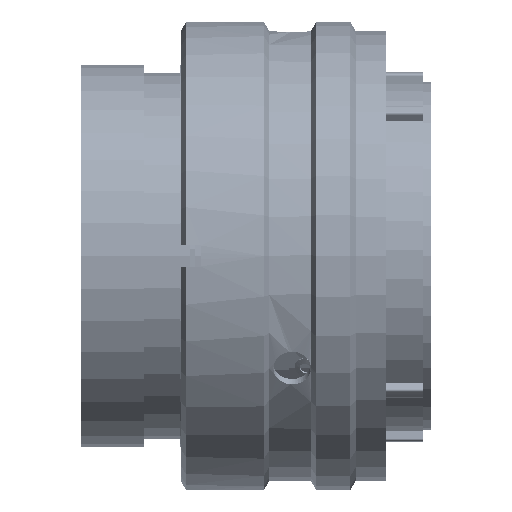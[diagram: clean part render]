
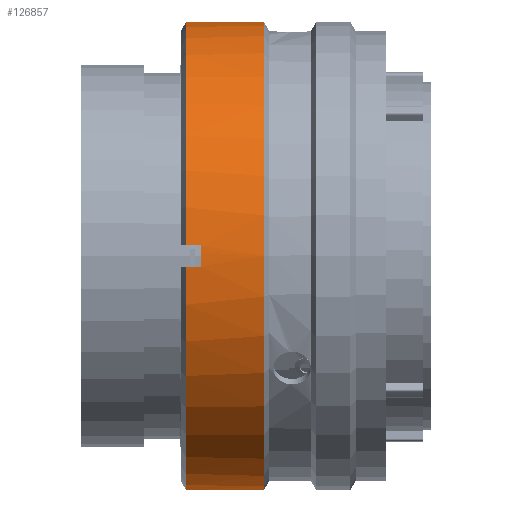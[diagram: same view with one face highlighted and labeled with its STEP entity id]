
A CAD part, front view. The second image highlights one B-rep face of the part: STEP entity #126857.
In plain terms, the highlighted cylindrical face has radius 22.25 mm (diameter 44.5 mm), a partial arc.
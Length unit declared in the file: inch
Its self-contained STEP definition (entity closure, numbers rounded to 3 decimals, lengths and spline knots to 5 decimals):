
#24661 = CARTESIAN_POINT ( 'NONE',  ( 0.39449, -0.03937, 0.8751 ) ) ;
#25191 = CARTESIAN_POINT ( 'NONE',  ( 0.39449, -0.8751, 0.03937 ) ) ;
#44944 = VERTEX_POINT ( 'NONE', #51036 ) ;
#44946 = VERTEX_POINT ( 'NONE', #51037 ) ;
#45020 = VERTEX_POINT ( 'NONE', #51106 ) ;
#51036 = CARTESIAN_POINT ( 'NONE',  ( 0.44961, -0.03937, 0.8751 ) ) ;
#51037 = CARTESIAN_POINT ( 'NONE',  ( 0.44961, 0., -0.87598 ) ) ;
#51106 = CARTESIAN_POINT ( 'NONE',  ( 0.39449, -0.03937, -0.8751 ) ) ;
#85231 = AXIS2_PLACEMENT_3D ( 'NONE', #91180, #91242, #91245 ) ;
#90822 = ORIENTED_EDGE ( 'NONE', *, *, #162561, .F. ) ;
#90825 = ORIENTED_EDGE ( 'NONE', *, *, #162859, .T. ) ;
#90829 = ORIENTED_EDGE ( 'NONE', *, *, #162861, .T. ) ;
#90831 = ORIENTED_EDGE ( 'NONE', *, *, #162843, .T. ) ;
#90833 = ORIENTED_EDGE ( 'NONE', *, *, #162865, .T. ) ;
#90836 = ORIENTED_EDGE ( 'NONE', *, *, #162869, .T. ) ;
#90840 = ORIENTED_EDGE ( 'NONE', *, *, #162871, .T. ) ;
#90843 = ORIENTED_EDGE ( 'NONE', *, *, #162874, .T. ) ;
#90845 = ORIENTED_EDGE ( 'NONE', *, *, #162878, .T. ) ;
#90848 = ORIENTED_EDGE ( 'NONE', *, *, #162882, .T. ) ;
#90851 = ORIENTED_EDGE ( 'NONE', *, *, #162564, .T. ) ;
#90854 = ORIENTED_EDGE ( 'NONE', *, *, #162886, .F. ) ;
#91172 = CYLINDRICAL_SURFACE ( 'NONE', #85231, 0.87598 ) ;
#91174 = FACE_OUTER_BOUND ( 'NONE', #178643, .T. ) ;
#91180 = CARTESIAN_POINT ( 'NONE',  ( 1.14449, 0., 0. ) ) ;
#91242 = DIRECTION ( 'NONE',  ( 1., 0., 0. ) ) ;
#91245 = DIRECTION ( 'NONE',  ( 0., 0., -1. ) ) ;
#96958 = VERTEX_POINT ( 'NONE', #24661 ) ;
#97271 = VERTEX_POINT ( 'NONE', #25191 ) ;
#104882 = VECTOR ( 'NONE', #144234, 39.37008 ) ;
#104888 = VECTOR ( 'NONE', #144244, 39.37008 ) ;
#104958 = CIRCLE ( 'NONE', #104962, 0.87598 ) ;
#104960 = CIRCLE ( 'NONE', #104966, 0.87598 ) ;
#104962 = AXIS2_PLACEMENT_3D ( 'NONE', #147834, #147837, #147840 ) ;
#104964 = VECTOR ( 'NONE', #147934, 39.37008 ) ;
#104966 = AXIS2_PLACEMENT_3D ( 'NONE', #147925, #147928, #147930 ) ;
#104968 = VECTOR ( 'NONE', #147943, 39.37008 ) ;
#104970 = CIRCLE ( 'NONE', #104974, 0.87598 ) ;
#104972 = VECTOR ( 'NONE', #147962, 39.37008 ) ;
#104974 = AXIS2_PLACEMENT_3D ( 'NONE', #147952, #147954, #147957 ) ;
#104976 = CIRCLE ( 'NONE', #104980, 0.87598 ) ;
#104978 = VECTOR ( 'NONE', #147983, 39.37008 ) ;
#104980 = AXIS2_PLACEMENT_3D ( 'NONE', #147972, #147975, #147978 ) ;
#104982 = CIRCLE ( 'NONE', #104986, 0.87598 ) ;
#104984 = CIRCLE ( 'NONE', #104990, 0.87598 ) ;
#104986 = AXIS2_PLACEMENT_3D ( 'NONE', #147992, #147995, #147998 ) ;
#104990 = AXIS2_PLACEMENT_3D ( 'NONE', #148004, #148006, #148008 ) ;
#126857 = ADVANCED_FACE ( 'NONE', ( #91174 ), #91172, .T. ) ;
#144213 = CARTESIAN_POINT ( 'NONE',  ( 1.14449, 0., 0.87598 ) ) ;
#144224 = LINE ( 'NONE', #144213, #104882 ) ;
#144234 = DIRECTION ( 'NONE',  ( 1., 0., 0. ) ) ;
#144236 = LINE ( 'NONE', #144241, #104888 ) ;
#144241 = CARTESIAN_POINT ( 'NONE',  ( 1.14449, 0., -0.87598 ) ) ;
#144244 = DIRECTION ( 'NONE',  ( 1., 0., 0. ) ) ;
#147834 = CARTESIAN_POINT ( 'NONE',  ( 0.39449, 0., 0. ) ) ;
#147837 = DIRECTION ( 'NONE',  ( 1., 0., 0. ) ) ;
#147840 = DIRECTION ( 'NONE',  ( 0., 0., -1. ) ) ;
#147897 = CARTESIAN_POINT ( 'NONE',  ( 1.14449, -0.03937, 0.8751 ) ) ;
#147900 = LINE ( 'NONE', #147897, #104964 ) ;
#147919 = LINE ( 'NONE', #147923, #104972 ) ;
#147923 = CARTESIAN_POINT ( 'NONE',  ( 1.14449, -0.8751, -0.03937 ) ) ;
#147925 = CARTESIAN_POINT ( 'NONE',  ( 0.44961, 0., 0. ) ) ;
#147928 = DIRECTION ( 'NONE',  ( 1., 0., 0. ) ) ;
#147930 = DIRECTION ( 'NONE',  ( 0., 0., 1. ) ) ;
#147934 = DIRECTION ( 'NONE',  ( -1., 0., 0. ) ) ;
#147937 = LINE ( 'NONE', #147940, #104968 ) ;
#147940 = CARTESIAN_POINT ( 'NONE',  ( 1.14449, -0.8751, 0.03937 ) ) ;
#147943 = DIRECTION ( 'NONE',  ( 1., 0., 0. ) ) ;
#147946 = LINE ( 'NONE', #147950, #104978 ) ;
#147950 = CARTESIAN_POINT ( 'NONE',  ( 1.14449, -0.03937, -0.8751 ) ) ;
#147952 = CARTESIAN_POINT ( 'NONE',  ( 0.44961, 0., 0. ) ) ;
#147954 = DIRECTION ( 'NONE',  ( 1., 0., 0. ) ) ;
#147957 = DIRECTION ( 'NONE',  ( 0., 0., 1. ) ) ;
#147962 = DIRECTION ( 'NONE',  ( -1., 0., 0. ) ) ;
#147972 = CARTESIAN_POINT ( 'NONE',  ( 0.39449, 0., 0. ) ) ;
#147975 = DIRECTION ( 'NONE',  ( 1., 0., 0. ) ) ;
#147978 = DIRECTION ( 'NONE',  ( 0., 0., -1. ) ) ;
#147983 = DIRECTION ( 'NONE',  ( 1., 0., 0. ) ) ;
#147992 = CARTESIAN_POINT ( 'NONE',  ( 0.44961, 0., 0. ) ) ;
#147995 = DIRECTION ( 'NONE',  ( 1., 0., 0. ) ) ;
#147998 = DIRECTION ( 'NONE',  ( 0., 0., 1. ) ) ;
#148004 = CARTESIAN_POINT ( 'NONE',  ( 0.68661, 0., 0. ) ) ;
#148006 = DIRECTION ( 'NONE',  ( 1., 0., 0. ) ) ;
#148008 = DIRECTION ( 'NONE',  ( 0., 0., -1. ) ) ;
#150684 = VERTEX_POINT ( 'NONE', #240170 ) ;
#150869 = VERTEX_POINT ( 'NONE', #240537 ) ;
#151031 = VERTEX_POINT ( 'NONE', #240839 ) ;
#151128 = VERTEX_POINT ( 'NONE', #241017 ) ;
#151771 = VERTEX_POINT ( 'NONE', #241918 ) ;
#151826 = VERTEX_POINT ( 'NONE', #241993 ) ;
#152761 = VERTEX_POINT ( 'NONE', #253037 ) ;
#162561 = EDGE_CURVE ( 'NONE', #151031, #151128, #144224, .T. ) ;
#162564 = EDGE_CURVE ( 'NONE', #44946, #152761, #144236, .T. ) ;
#162843 = EDGE_CURVE ( 'NONE', #96958, #97271, #104958, .T. ) ;
#162859 = EDGE_CURVE ( 'NONE', #151031, #44944, #104960, .T. ) ;
#162861 = EDGE_CURVE ( 'NONE', #44944, #96958, #147900, .T. ) ;
#162865 = EDGE_CURVE ( 'NONE', #97271, #151826, #147937, .T. ) ;
#162869 = EDGE_CURVE ( 'NONE', #151826, #150684, #104970, .T. ) ;
#162871 = EDGE_CURVE ( 'NONE', #150684, #150869, #147919, .T. ) ;
#162874 = EDGE_CURVE ( 'NONE', #150869, #45020, #104976, .T. ) ;
#162878 = EDGE_CURVE ( 'NONE', #45020, #151771, #147946, .T. ) ;
#162882 = EDGE_CURVE ( 'NONE', #151771, #44946, #104982, .T. ) ;
#162886 = EDGE_CURVE ( 'NONE', #151128, #152761, #104984, .T. ) ;
#178643 = EDGE_LOOP ( 'NONE', ( #90822, #90825, #90829, #90831, #90833, #90836, #90840, #90843, #90845, #90848, #90851, #90854 ) ) ;
#240170 = CARTESIAN_POINT ( 'NONE',  ( 0.44961, -0.8751, -0.03937 ) ) ;
#240537 = CARTESIAN_POINT ( 'NONE',  ( 0.39449, -0.8751, -0.03937 ) ) ;
#240839 = CARTESIAN_POINT ( 'NONE',  ( 0.44961, 0., 0.87598 ) ) ;
#241017 = CARTESIAN_POINT ( 'NONE',  ( 0.68661, 0., 0.87598 ) ) ;
#241918 = CARTESIAN_POINT ( 'NONE',  ( 0.44961, -0.03937, -0.8751 ) ) ;
#241993 = CARTESIAN_POINT ( 'NONE',  ( 0.44961, -0.8751, 0.03937 ) ) ;
#253037 = CARTESIAN_POINT ( 'NONE',  ( 0.68661, 0., -0.87598 ) ) ;
